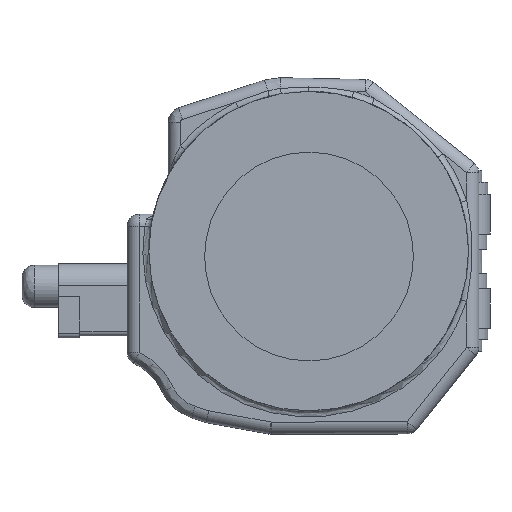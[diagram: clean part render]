
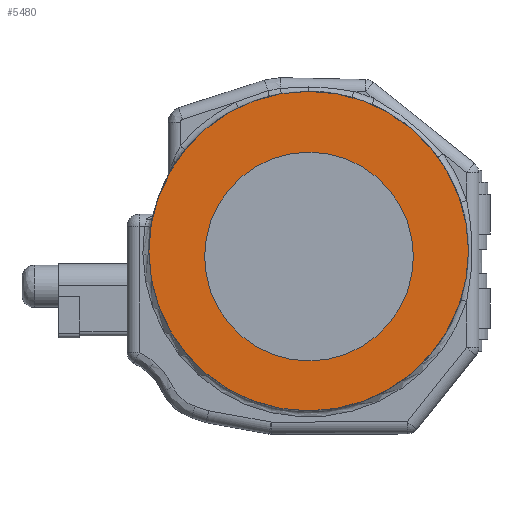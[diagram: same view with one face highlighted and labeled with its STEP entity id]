
A CAD part, front view. The second image highlights one B-rep face of the part: STEP entity #5480.
In plain terms, the highlighted planar face has unit normal (0, -1, 0).
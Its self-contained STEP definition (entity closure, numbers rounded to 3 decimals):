
#756=CARTESIAN_POINT('',(1.32,3.05,9.54));
#757=DIRECTION('',(0.,1.,0.));
#758=DIRECTION('',(0.,0.,-1.));
#759=AXIS2_PLACEMENT_3D('',#756,#757,#758);
#816=CARTESIAN_POINT('',(1.33,3.05,9.36));
#817=DIRECTION('',(0.,1.,0.));
#818=DIRECTION('',(1.,0.,0.));
#819=AXIS2_PLACEMENT_3D('',#816,#817,#818);
#821=CARTESIAN_POINT('',(1.33,3.05,9.36));
#822=DIRECTION('',(0.,1.,0.));
#823=DIRECTION('',(-1.,0.,0.));
#824=AXIS2_PLACEMENT_3D('',#821,#822,#823);
#862=CARTESIAN_POINT('',(1.32,3.05,9.54));
#863=DIRECTION('',(0.,1.,0.));
#864=DIRECTION('',(0.,0.,1.));
#865=AXIS2_PLACEMENT_3D('',#862,#863,#864);
#4301=CARTESIAN_POINT('',(4.76,3.05,9.361));
#4302=CARTESIAN_POINT('',(-2.1,3.05,9.361));
#4303=VERTEX_POINT('',#4301);
#4304=VERTEX_POINT('',#4302);
#4313=CARTESIAN_POINT('',(1.32,3.05,14.79));
#4314=CARTESIAN_POINT('',(1.32,3.05,4.29));
#4315=VERTEX_POINT('',#4313);
#4316=VERTEX_POINT('',#4314);
#5464=CARTESIAN_POINT('',(0.,3.05,0.));
#5465=DIRECTION('',(0.,-1.,0.));
#5466=DIRECTION('',(1.,0.,0.));
#5467=AXIS2_PLACEMENT_3D('',#5464,#5465,#5466);
#5468=PLANE('',#5467);
#5470=ORIENTED_EDGE('',*,*,#5469,.T.);
#5471=ORIENTED_EDGE('',*,*,#5441,.T.);
#5472=EDGE_LOOP('',(#5470,#5471));
#5473=FACE_OUTER_BOUND('',#5472,.F.);
#5475=ORIENTED_EDGE('',*,*,#5474,.F.);
#5477=ORIENTED_EDGE('',*,*,#5476,.F.);
#5478=EDGE_LOOP('',(#5475,#5477));
#5479=FACE_BOUND('',#5478,.F.);
#5480=ADVANCED_FACE('',(#5473,#5479),#5468,.T.);
#760=CIRCLE('',#759,5.25);
#820=CIRCLE('',#819,3.43);
#825=CIRCLE('',#824,3.43);
#866=CIRCLE('',#865,5.25);
#5441=EDGE_CURVE('',#4316,#4315,#760,.T.);
#5469=EDGE_CURVE('',#4315,#4316,#866,.T.);
#5474=EDGE_CURVE('',#4303,#4304,#820,.T.);
#5476=EDGE_CURVE('',#4304,#4303,#825,.T.);
